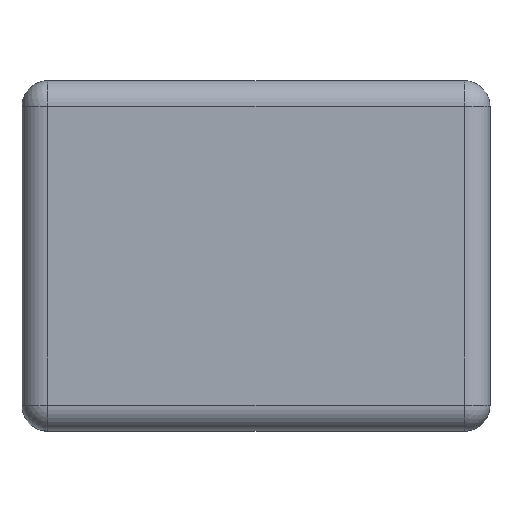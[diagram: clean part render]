
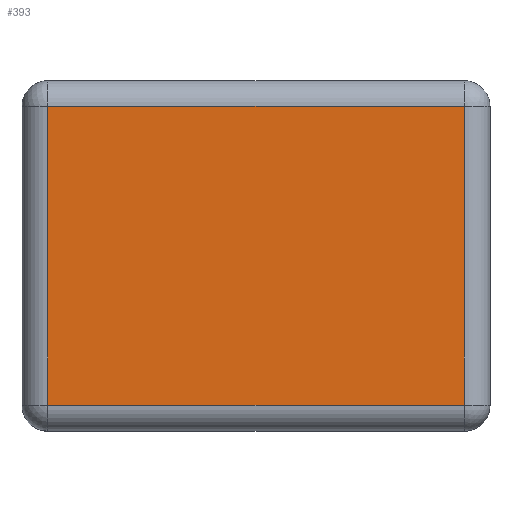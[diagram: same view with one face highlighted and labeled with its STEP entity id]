
A CAD part, top view. The second image highlights one B-rep face of the part: STEP entity #393.
In plain terms, the highlighted planar face has unit normal (0, 0, 1).
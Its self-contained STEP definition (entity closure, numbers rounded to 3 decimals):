
#33=PLANE('',#456);
#47=LINE('',#650,#72);
#51=LINE('',#666,#76);
#53=LINE('',#669,#78);
#55=LINE('',#672,#80);
#72=VECTOR('',#520,10.);
#76=VECTOR('',#538,10.);
#78=VECTOR('',#542,10.);
#80=VECTOR('',#546,10.);
#119=FACE_OUTER_BOUND('',#152,.T.);
#152=EDGE_LOOP('',(#337,#338,#339,#340));
#192=VERTEX_POINT('',#612);
#197=VERTEX_POINT('',#625);
#202=VERTEX_POINT('',#638);
#207=VERTEX_POINT('',#654);
#239=EDGE_CURVE('',#192,#202,#47,.T.);
#247=EDGE_CURVE('',#202,#207,#51,.T.);
#249=EDGE_CURVE('',#207,#197,#53,.T.);
#251=EDGE_CURVE('',#197,#192,#55,.T.);
#337=ORIENTED_EDGE('',*,*,#239,.F.);
#338=ORIENTED_EDGE('',*,*,#251,.F.);
#339=ORIENTED_EDGE('',*,*,#249,.F.);
#340=ORIENTED_EDGE('',*,*,#247,.F.);
#393=ADVANCED_FACE('',(#119),#33,.T.);
#456=AXIS2_PLACEMENT_3D('',#691,#568,#569);
#520=DIRECTION('',(0.,-1.,0.));
#538=DIRECTION('',(-1.,0.,0.));
#542=DIRECTION('',(0.,1.,0.));
#546=DIRECTION('',(1.,0.,0.));
#568=DIRECTION('center_axis',(0.,0.,1.));
#569=DIRECTION('ref_axis',(1.,0.,0.));
#612=CARTESIAN_POINT('',(16.16,11.59,18.8));
#625=CARTESIAN_POINT('',(-16.16,11.59,18.8));
#638=CARTESIAN_POINT('',(16.16,-11.59,18.8));
#650=CARTESIAN_POINT('',(16.16,-6.795,18.8));
#654=CARTESIAN_POINT('',(-16.16,-11.59,18.8));
#666=CARTESIAN_POINT('',(-9.08,-11.59,18.8));
#669=CARTESIAN_POINT('',(-16.16,6.795,18.8));
#672=CARTESIAN_POINT('',(9.08,11.59,18.8));
#691=CARTESIAN_POINT('Origin',(0.,0.,18.8));
